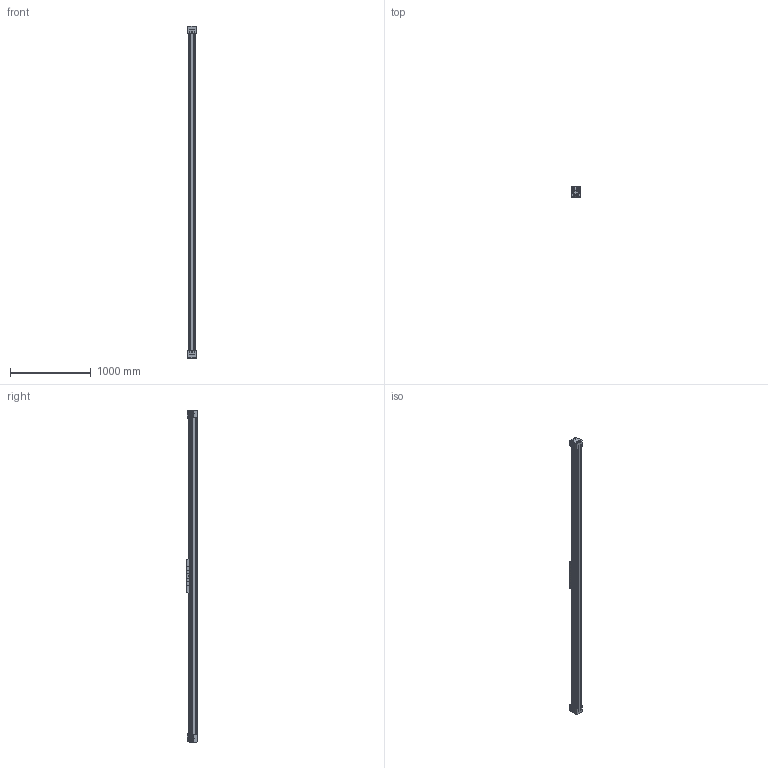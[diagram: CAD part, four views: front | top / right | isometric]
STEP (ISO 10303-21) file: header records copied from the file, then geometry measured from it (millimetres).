
FILE_DESCRIPTION (( 'STEP AP214' ), '1' );
FILE_NAME ('BLM80-3500.STEP', '2023-03-14T08:43:55', ( '' ), ( '' ), 'SwSTEP 2.0', 'SolidWorks 2023', '' );
FILE_SCHEMA (( 'AUTOMOTIVE_DESIGN' ));
Length unit declared in the file: millimetre
Products named in the file (1): BLM80-3500
Bounding box: 100 x 130 x 4124 mm (x, y, z)
Volume: 25733886.7 mm3; surface area: 3731186 mm2
Topology: 50 solids, 58 shells, 7267 faces, 20746 edges, 13686 vertices
Faces by surface type: plane 4193, cylinder 2746, torus 152, sphere 100, cone 52, bspline 24
Entity records: 322265 total; most frequent: CARTESIAN_POINT 48056, ORIENTED_EDGE 40884, DIRECTION 40752, EDGE_CURVE 20442, LINE 14048, VECTOR 14048, VERTEX_POINT 13494, AXIS2_PLACEMENT_3D 13352
